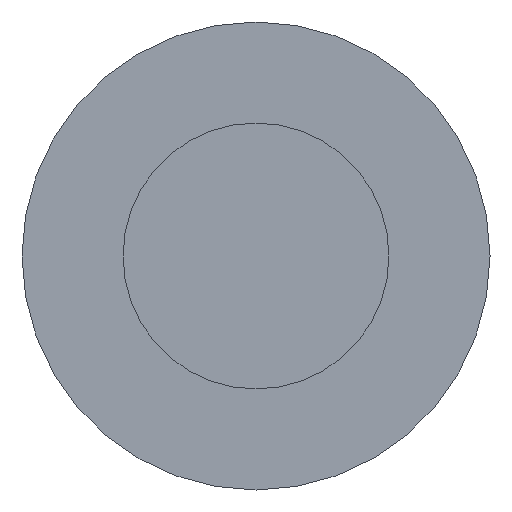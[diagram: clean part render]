
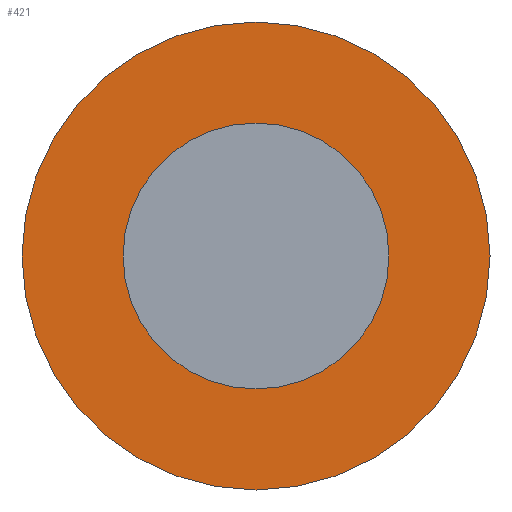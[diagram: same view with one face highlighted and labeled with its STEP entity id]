
A CAD part, front view. The second image highlights one B-rep face of the part: STEP entity #421.
In plain terms, the highlighted planar face has unit normal (0, -1, 0).
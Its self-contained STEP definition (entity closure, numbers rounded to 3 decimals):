
#36 = ORIENTED_EDGE ( 'NONE', *, *, #373, .F. ) ;
#42 = DIRECTION ( 'NONE',  ( 0., 0., 1. ) ) ;
#58 = CARTESIAN_POINT ( 'NONE',  ( 0., -2.5, 0. ) ) ;
#69 = EDGE_CURVE ( 'NONE', #292, #333, #312, .T. ) ;
#83 = AXIS2_PLACEMENT_3D ( 'NONE', #393, #178, #314 ) ;
#114 = VERTEX_POINT ( 'NONE', #236 ) ;
#126 = DIRECTION ( 'NONE',  ( 0., -1., 0. ) ) ;
#133 = AXIS2_PLACEMENT_3D ( 'NONE', #286, #430, #42 ) ;
#166 = EDGE_LOOP ( 'NONE', ( #36, #287 ) ) ;
#169 = CARTESIAN_POINT ( 'NONE',  ( 0., -2.5, 0. ) ) ;
#178 = DIRECTION ( 'NONE',  ( 0., -1., 0. ) ) ;
#194 = EDGE_LOOP ( 'NONE', ( #234, #409 ) ) ;
#203 = DIRECTION ( 'NONE',  ( 0., 0., 1. ) ) ;
#213 = EDGE_CURVE ( 'NONE', #434, #114, #256, .T. ) ;
#225 = DIRECTION ( 'NONE',  ( 0., 0., 1. ) ) ;
#227 = CIRCLE ( 'NONE', #133, 2.2 ) ;
#231 = EDGE_CURVE ( 'NONE', #333, #292, #227, .T. ) ;
#234 = ORIENTED_EDGE ( 'NONE', *, *, #231, .T. ) ;
#236 = CARTESIAN_POINT ( 'NONE',  ( 0., -2.5, -1.25 ) ) ;
#256 = CIRCLE ( 'NONE', #454, 1.25 ) ;
#277 = FACE_OUTER_BOUND ( 'NONE', #194, .T. ) ;
#281 = CARTESIAN_POINT ( 'NONE',  ( 0., -2.5, 2.2 ) ) ;
#286 = CARTESIAN_POINT ( 'NONE',  ( 0., -2.5, 0. ) ) ;
#287 = ORIENTED_EDGE ( 'NONE', *, *, #213, .F. ) ;
#292 = VERTEX_POINT ( 'NONE', #426 ) ;
#295 = CARTESIAN_POINT ( 'NONE',  ( 0., -2.5, 0. ) ) ;
#312 = CIRCLE ( 'NONE', #326, 2.2 ) ;
#314 = DIRECTION ( 'NONE',  ( 0., 0., 1. ) ) ;
#326 = AXIS2_PLACEMENT_3D ( 'NONE', #58, #420, #203 ) ;
#333 = VERTEX_POINT ( 'NONE', #281 ) ;
#338 = CIRCLE ( 'NONE', #83, 1.25 ) ;
#345 = FACE_BOUND ( 'NONE', #166, .T. ) ;
#350 = AXIS2_PLACEMENT_3D ( 'NONE', #295, #444, #225 ) ;
#366 = PLANE ( 'NONE',  #350 ) ;
#373 = EDGE_CURVE ( 'NONE', #114, #434, #338, .T. ) ;
#379 = DIRECTION ( 'NONE',  ( 0., 0., 1. ) ) ;
#393 = CARTESIAN_POINT ( 'NONE',  ( 0., -2.5, 0. ) ) ;
#409 = ORIENTED_EDGE ( 'NONE', *, *, #69, .T. ) ;
#420 = DIRECTION ( 'NONE',  ( 0., -1., 0. ) ) ;
#421 = ADVANCED_FACE ( 'NONE', ( #277, #345 ), #366, .F. ) ;
#426 = CARTESIAN_POINT ( 'NONE',  ( 0., -2.5, -2.2 ) ) ;
#430 = DIRECTION ( 'NONE',  ( 0., -1., 0. ) ) ;
#434 = VERTEX_POINT ( 'NONE', #446 ) ;
#444 = DIRECTION ( 'NONE',  ( 0., 1., 0. ) ) ;
#446 = CARTESIAN_POINT ( 'NONE',  ( 0., -2.5, 1.25 ) ) ;
#454 = AXIS2_PLACEMENT_3D ( 'NONE', #169, #126, #379 ) ;
